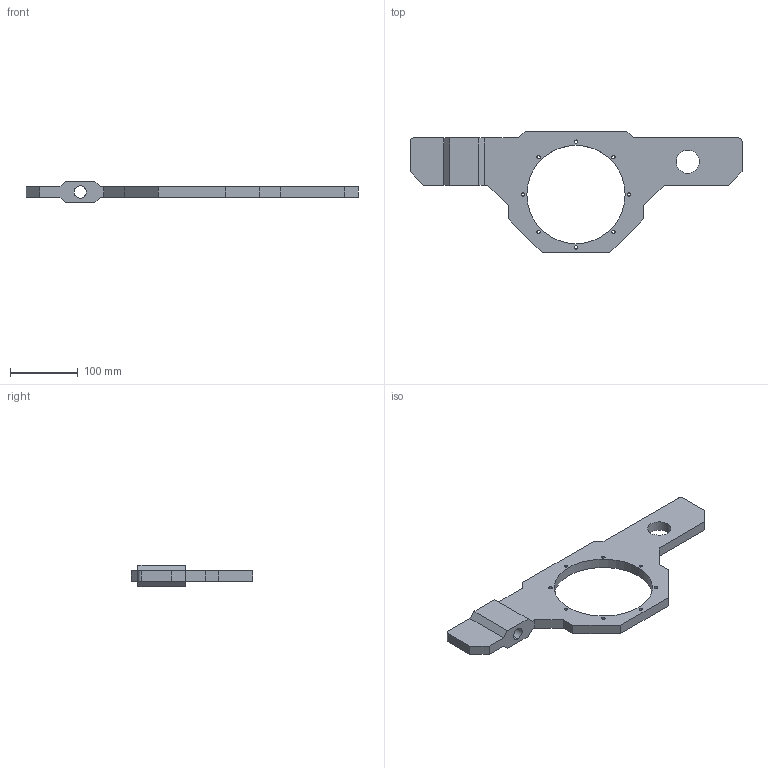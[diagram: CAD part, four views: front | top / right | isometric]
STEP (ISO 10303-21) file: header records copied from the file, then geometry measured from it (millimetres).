
FILE_DESCRIPTION (( 'STEP AP203' ), '1' );
FILE_NAME ('BI500-01-003-01.STEP', '2021-10-06T13:26:05', ( '' ), ( '' ), 'SwSTEP 2.0', 'SolidWorks 2021', '' );
FILE_SCHEMA (( 'CONFIG_CONTROL_DESIGN' ));
Length unit declared in the file: millimetre
Products named in the file (1): BI500-01-003-01
Bounding box: 490 x 179.5 x 32 mm (x, y, z)
Volume: 581786.3 mm3; surface area: 109636.9 mm2
Topology: 1 solids, 1 shells, 68 faces, 190 edges, 120 vertices
Faces by surface type: cylinder 32, plane 28, cone 8
Entity records: 2259 total; most frequent: DIRECTION 384, CARTESIAN_POINT 371, ORIENTED_EDGE 364, EDGE_CURVE 182, AXIS2_PLACEMENT_3D 133, VERTEX_POINT 120, LINE 118, VECTOR 118
